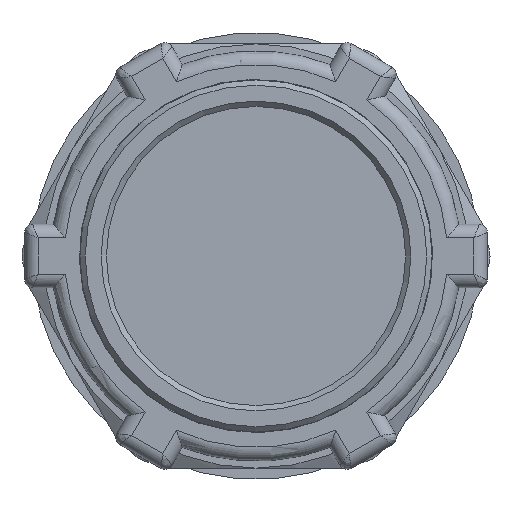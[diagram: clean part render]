
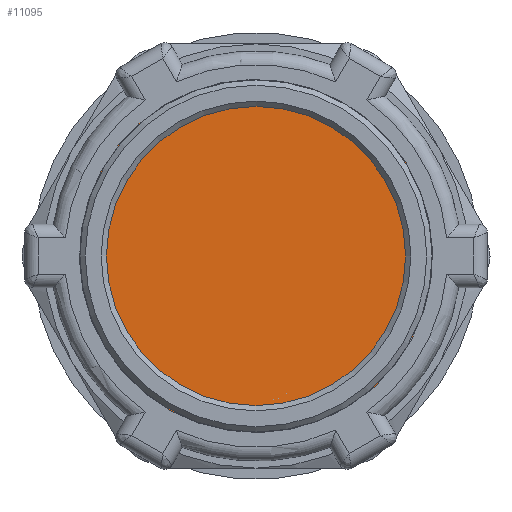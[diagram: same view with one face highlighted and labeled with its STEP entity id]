
A CAD part, front view. The second image highlights one B-rep face of the part: STEP entity #11095.
In plain terms, the highlighted planar face has unit normal (0, -1, 0).
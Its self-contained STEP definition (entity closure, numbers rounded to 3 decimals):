
#443=B_SPLINE_CURVE_WITH_KNOTS('',3,(#21793,#21794,#21795,#21796),
 .UNSPECIFIED.,.F.,.F.,(4,4),(-0.548,-0.442),
 .UNSPECIFIED.);
#1229=LINE('',#21800,#1991);
#1991=VECTOR('',#15118,10.);
#3441=FACE_OUTER_BOUND('',#4059,.T.);
#4059=EDGE_LOOP('',(#10252,#10253,#10254,#10255));
#4597=CIRCLE('',#12194,16.6);
#4598=CIRCLE('',#12195,16.65);
#5577=VERTEX_POINT('',#21791);
#5578=VERTEX_POINT('',#21792);
#5579=VERTEX_POINT('',#21797);
#5580=VERTEX_POINT('',#21799);
#7137=EDGE_CURVE('',#5577,#5578,#443,.T.);
#7138=EDGE_CURVE('',#5578,#5579,#4597,.T.);
#7139=EDGE_CURVE('',#5579,#5580,#1229,.T.);
#7140=EDGE_CURVE('',#5577,#5580,#4598,.T.);
#10252=ORIENTED_EDGE('',*,*,#7137,.T.);
#10253=ORIENTED_EDGE('',*,*,#7138,.T.);
#10254=ORIENTED_EDGE('',*,*,#7139,.T.);
#10255=ORIENTED_EDGE('',*,*,#7140,.F.);
#10489=PLANE('',#12193);
#11095=ADVANCED_FACE('',(#3441),#10489,.T.);
#12193=AXIS2_PLACEMENT_3D('',#21790,#15114,#15115);
#12194=AXIS2_PLACEMENT_3D('',#21798,#15116,#15117);
#12195=AXIS2_PLACEMENT_3D('',#21801,#15119,#15120);
#15114=DIRECTION('center_axis',(0.,-1.,0.));
#15115=DIRECTION('ref_axis',(0.,0.,-1.));
#15116=DIRECTION('center_axis',(0.,-1.,0.));
#15117=DIRECTION('ref_axis',(0.,0.,
1.));
#15118=DIRECTION('',(0.992,0.,0.128));
#15119=DIRECTION('center_axis',(0.,1.,0.));
#15120=DIRECTION('ref_axis',(-0.866,0.,-0.5));
#21790=CARTESIAN_POINT('Origin',(-3.961,-6.531,-1.405));
#21791=CARTESIAN_POINT('',(-1.322,-6.531,-16.341));
#21792=CARTESIAN_POINT('',(-0.301,-6.531,-16.056));
#21793=CARTESIAN_POINT('Ctrl Pts',(-1.322,-6.531,-16.341));
#21794=CARTESIAN_POINT('Ctrl Pts',(-0.978,-6.531,
-16.257));
#21795=CARTESIAN_POINT('Ctrl Pts',(-0.638,-6.531,
-16.162));
#21796=CARTESIAN_POINT('Ctrl Pts',(-0.301,-6.531,
-16.056));
#21797=CARTESIAN_POINT('',(4.198,-6.531,-14.129));
#21798=CARTESIAN_POINT('Origin',(-4.516,-6.531,0.));
#21799=CARTESIAN_POINT('',(4.318,-6.531,-14.113));
#21800=CARTESIAN_POINT('',(17.121,-6.531,-12.461));
#21801=CARTESIAN_POINT('Origin',(-4.516,-6.531,0.));
